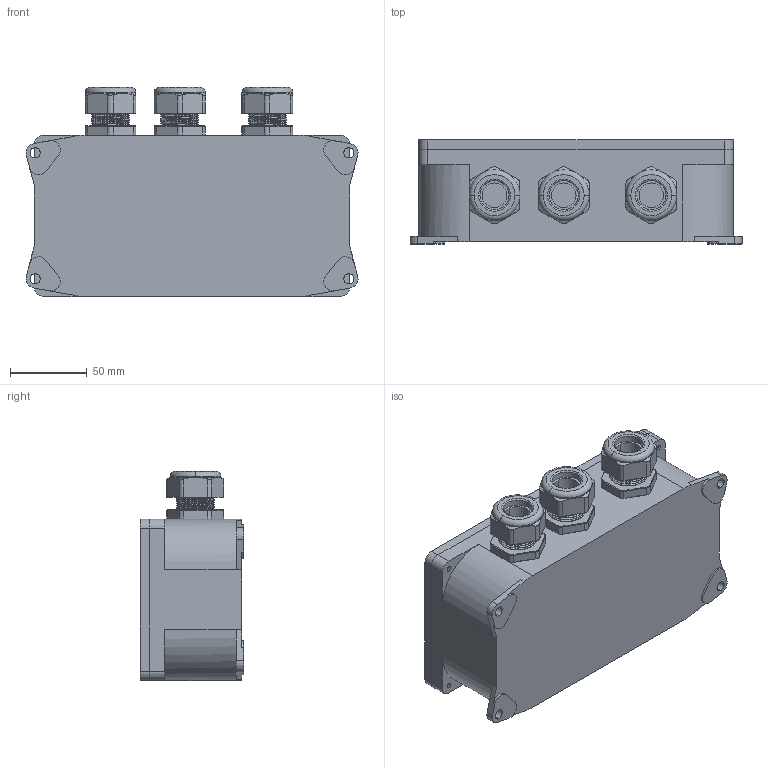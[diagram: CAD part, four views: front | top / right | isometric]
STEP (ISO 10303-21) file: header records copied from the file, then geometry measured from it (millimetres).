
FILE_DESCRIPTION (( 'STEP AP214' ), '1' );
FILE_NAME ('MRU-JB2-A001_C.STEP', '2024-11-04T21:25:06', ( '' ), ( '' ), 'SwSTEP 2.0', 'SolidWorks 2024', '' );
FILE_SCHEMA (( 'AUTOMOTIVE_DESIGN' ));
Length unit declared in the file: millimetre
Products named in the file (7): 7799K21_High-Temperature Plastic Submersible Cord Grip_7799K21; O-RING 560x1.78; MRU-JB2-A001_C; MRU-JB2-P003; MRU-JB2-P001_C; M4x10 SHCS DIN912_91290A144; MRU-JB2-P002B
Assembly tree (15 placements, depth 2):
  MRU-JB2-A001_C
    MRU-JB2-P001_C
    MRU-JB2-P002B
    MRU-JB2-P003
    7799K21_High-Temperature Plastic Submersible Cord Grip_7799K21  x3
    O-RING 560x1.78
    M4x10 SHCS DIN912_91290A144  x8
Bounding box: 215.97 x 67.5 x 135.99 mm (x, y, z)
Volume: 508888.8 mm3; surface area: 236402.1 mm2
Topology: 24 solids, 24 shells, 1419 faces, 3665 edges, 2339 vertices
Faces by surface type: cylinder 550, plane 455, cone 168, bspline 150, torus 96
Entity records: 30502 total; most frequent: CARTESIAN_POINT 16529, ORIENTED_EDGE 2824, DIRECTION 2642, EDGE_CURVE 1412, AXIS2_PLACEMENT_3D 965, VERTEX_POINT 899, LINE 712, VECTOR 712
